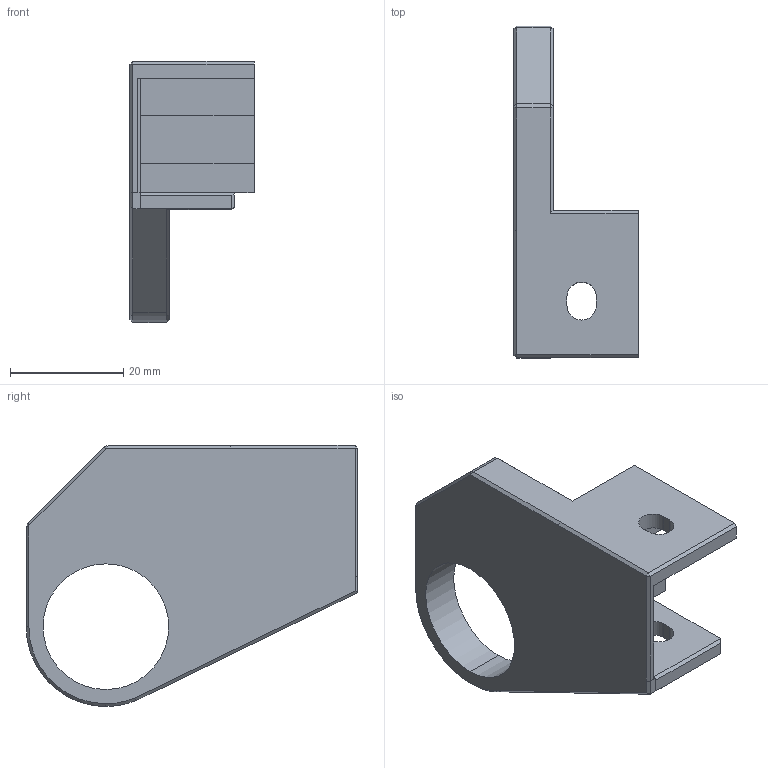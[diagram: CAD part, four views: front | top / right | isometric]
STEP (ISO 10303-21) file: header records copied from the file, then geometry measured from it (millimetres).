
FILE_DESCRIPTION(/* description */ ('Alibre Inc.'),/* implementation_level */ '2;1');
FILE_NAME(/* name */ 'export-8087C9F7-401B-4067-AE16-4E8808E96EAF',/* time_stamp */ '2024-04-29T17:06:18-07:00',/* author */ (''),/* organization */ (''),/* preprocessor_version */ 'ST-DEVELOPER v17',/* originating_system */ 'Alibre',/* authorisation */ '');
FILE_SCHEMA (('CONFIG_CONTROL_DESIGN'));
Length unit declared in the file: millimetre
Bounding box: 22 x 58.61 x 46.1 mm (x, y, z)
Volume: 14060.6 mm3; surface area: 7445.8 mm2
Topology: 1 solids, 1 shells, 75 faces, 189 edges, 116 vertices
Faces by surface type: plane 61, cylinder 8, cone 6
Entity records: 2204 total; most frequent: CARTESIAN_POINT 387, ORIENTED_EDGE 378, DIRECTION 293, EDGE_CURVE 189, VECTOR 158, LINE 158, VERTEX_POINT 116, AXIS2_PLACEMENT_3D 97
